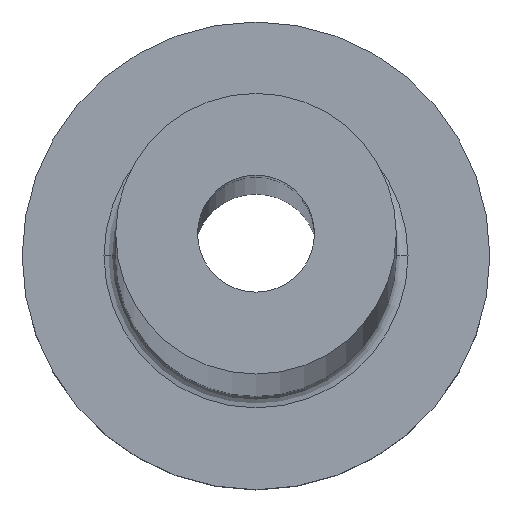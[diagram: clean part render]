
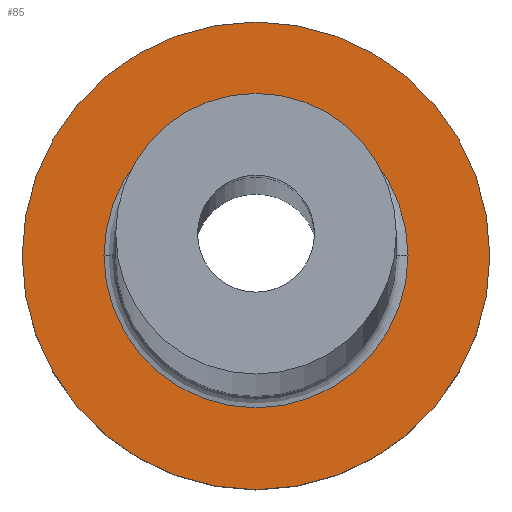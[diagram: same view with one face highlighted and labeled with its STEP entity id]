
A CAD part, top view. The second image highlights one B-rep face of the part: STEP entity #85.
In plain terms, the highlighted planar face has unit normal (0, 0, 1).
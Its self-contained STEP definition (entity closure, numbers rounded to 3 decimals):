
#1 = EDGE_CURVE ( 'NONE', #317, #114, #334, .T. ) ;
#4 = DIRECTION ( 'NONE',  ( 0., 0., -1. ) ) ;
#7 = FACE_BOUND ( 'NONE', #322, .T. ) ;
#34 = DIRECTION ( 'NONE',  ( 0., 0., 1. ) ) ;
#50 = AXIS2_PLACEMENT_3D ( 'NONE', #410, #439, #266 ) ;
#56 = PLANE ( 'NONE',  #50 ) ;
#59 = DIRECTION ( 'NONE',  ( 1., 0., 0. ) ) ;
#68 = ORIENTED_EDGE ( 'NONE', *, *, #1, .T. ) ;
#76 = VERTEX_POINT ( 'NONE', #130 ) ;
#78 = ORIENTED_EDGE ( 'NONE', *, *, #453, .T. ) ;
#83 = CIRCLE ( 'NONE', #345, 6.5 ) ;
#85 = ADVANCED_FACE ( 'NONE', ( #7, #160 ), #56, .T. ) ;
#92 = CARTESIAN_POINT ( 'NONE',  ( 0., 0., 7. ) ) ;
#114 = VERTEX_POINT ( 'NONE', #443 ) ;
#130 = CARTESIAN_POINT ( 'NONE',  ( -10., 0., 7. ) ) ;
#147 = ORIENTED_EDGE ( 'NONE', *, *, #178, .T. ) ;
#160 = FACE_OUTER_BOUND ( 'NONE', #231, .T. ) ;
#174 = DIRECTION ( 'NONE',  ( 0., 0., 1. ) ) ;
#178 = EDGE_CURVE ( 'NONE', #114, #317, #83, .T. ) ;
#180 = ORIENTED_EDGE ( 'NONE', *, *, #362, .T. ) ;
#182 = CARTESIAN_POINT ( 'NONE',  ( -6.5, 0., 7. ) ) ;
#200 = VERTEX_POINT ( 'NONE', #412 ) ;
#221 = AXIS2_PLACEMENT_3D ( 'NONE', #351, #174, #310 ) ;
#226 = AXIS2_PLACEMENT_3D ( 'NONE', #279, #34, #311 ) ;
#231 = EDGE_LOOP ( 'NONE', ( #180, #78 ) ) ;
#255 = CARTESIAN_POINT ( 'NONE',  ( 0., 0., 7. ) ) ;
#262 = DIRECTION ( 'NONE',  ( 0., 0., -1. ) ) ;
#266 = DIRECTION ( 'NONE',  ( 1., 0., 0. ) ) ;
#279 = CARTESIAN_POINT ( 'NONE',  ( 0., 0., 7. ) ) ;
#310 = DIRECTION ( 'NONE',  ( 1., 0., 0. ) ) ;
#311 = DIRECTION ( 'NONE',  ( 1., 0., 0. ) ) ;
#317 = VERTEX_POINT ( 'NONE', #182 ) ;
#322 = EDGE_LOOP ( 'NONE', ( #147, #68 ) ) ;
#328 = AXIS2_PLACEMENT_3D ( 'NONE', #255, #4, #402 ) ;
#334 = CIRCLE ( 'NONE', #328, 6.5 ) ;
#336 = CIRCLE ( 'NONE', #221, 10. ) ;
#345 = AXIS2_PLACEMENT_3D ( 'NONE', #92, #262, #59 ) ;
#351 = CARTESIAN_POINT ( 'NONE',  ( 0., 0., 7. ) ) ;
#362 = EDGE_CURVE ( 'NONE', #76, #200, #336, .T. ) ;
#402 = DIRECTION ( 'NONE',  ( 1., 0., 0. ) ) ;
#410 = CARTESIAN_POINT ( 'NONE',  ( 0., 0., 7. ) ) ;
#412 = CARTESIAN_POINT ( 'NONE',  ( 10., 0., 7. ) ) ;
#429 = CIRCLE ( 'NONE', #226, 10. ) ;
#439 = DIRECTION ( 'NONE',  ( 0., 0., 1. ) ) ;
#443 = CARTESIAN_POINT ( 'NONE',  ( 6.5, 0., 7. ) ) ;
#453 = EDGE_CURVE ( 'NONE', #200, #76, #429, .T. ) ;
